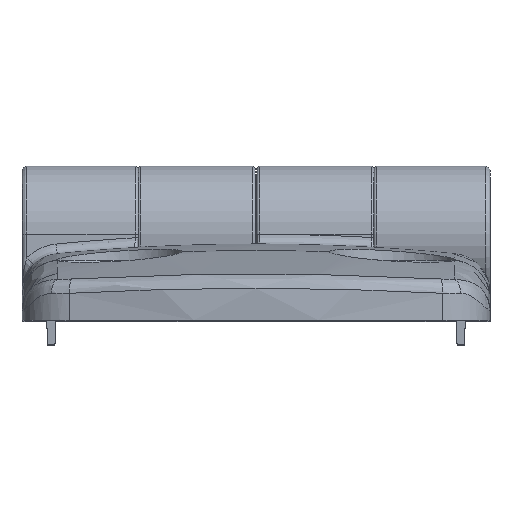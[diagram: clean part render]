
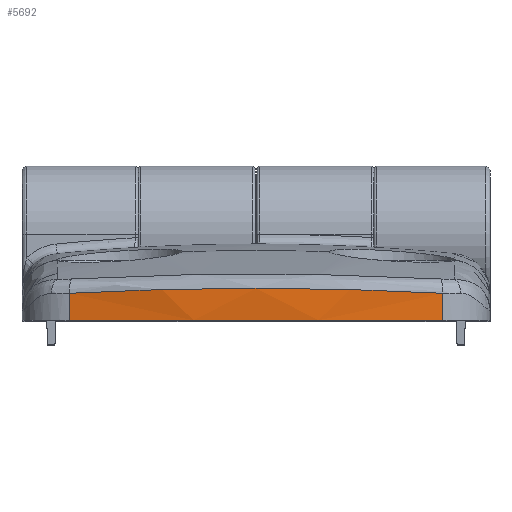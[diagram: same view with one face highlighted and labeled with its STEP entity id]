
A CAD part, top view. The second image highlights one B-rep face of the part: STEP entity #5692.
In plain terms, the highlighted cylindrical face has radius 100 mm (diameter 200 mm), a partial arc.
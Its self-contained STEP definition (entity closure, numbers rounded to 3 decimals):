
#5636=CARTESIAN_POINT('',(0.,7.9,-56.5));
#5637=DIRECTION('',(0.0,1.0,0.0));
#5638=DIRECTION('',(0.0,0.0,1.0));
#5639=AXIS2_PLACEMENT_3D('',#5636,#5637,#5638);
#5640=CYLINDRICAL_SURFACE('',#5639,100.0);
#5641=CARTESIAN_POINT('',(19.149,2.78,41.649));
#5642=VERTEX_POINT('',#5641);
#5643=CARTESIAN_POINT('',(0.,3.287,43.5));
#5644=VERTEX_POINT('',#5643);
#5645=CARTESIAN_POINT('',(19.149,2.78,41.649));
#5646=CARTESIAN_POINT('',(15.972,2.952,42.269));
#5647=CARTESIAN_POINT('',(12.788,3.078,42.731));
#5648=CARTESIAN_POINT('',(6.405,3.246,43.346));
#5649=CARTESIAN_POINT('',(3.206,3.287,43.5));
#5650=CARTESIAN_POINT('',(0.,3.287,43.5));
#5651=B_SPLINE_CURVE_WITH_KNOTS('',3,(#5645,#5646,#5647,#5648,#5649,#5650),.UNSPECIFIED.,.F.,.U.,(4,2,4),(0.004,0.014,0.024),.UNSPECIFIED.);
#5652=EDGE_CURVE('',#5642,#5644,#5651,.T.);
#5653=ORIENTED_EDGE('',*,*,#5652,.T.);
#5654=CARTESIAN_POINT('',(-19.149,2.78,41.649));
#5655=VERTEX_POINT('',#5654);
#5656=CARTESIAN_POINT('',(0.,3.287,43.5));
#5657=CARTESIAN_POINT('',(-3.188,3.287,43.5));
#5658=CARTESIAN_POINT('',(-6.383,3.246,43.348));
#5659=CARTESIAN_POINT('',(-11.186,3.12,42.885));
#5660=CARTESIAN_POINT('',(-12.791,3.067,42.692));
#5661=CARTESIAN_POINT('',(-15.981,2.94,42.228));
#5662=CARTESIAN_POINT('',(-17.569,2.866,41.958));
#5663=CARTESIAN_POINT('',(-19.149,2.78,41.649));
#5664=B_SPLINE_CURVE_WITH_KNOTS('',3,(#5656,#5657,#5658,#5659,#5660,#5661,#5662,#5663),.UNSPECIFIED.,.F.,.U.,(4,2,2,4),(0.024,0.033,0.038,0.043),.UNSPECIFIED.);
#5665=EDGE_CURVE('',#5644,#5655,#5664,.T.);
#5666=ORIENTED_EDGE('',*,*,#5665,.T.);
#5667=CARTESIAN_POINT('',(-19.149,0.,41.649));
#5668=VERTEX_POINT('',#5667);
#5669=CARTESIAN_POINT('',(-19.149,2.78,41.649));
#5670=DIRECTION('',(0.0,-1.0,0.0));
#5671=VECTOR('',#5670,2.78);
#5672=LINE('',#5669,#5671);
#5673=EDGE_CURVE('',#5655,#5668,#5672,.T.);
#5674=ORIENTED_EDGE('',*,*,#5673,.T.);
#5675=CARTESIAN_POINT('',(19.149,0.,41.649));
#5676=VERTEX_POINT('',#5675);
#5677=CARTESIAN_POINT('',(0.,0.,-56.5));
#5678=DIRECTION('',(0.0,1.0,0.0));
#5679=DIRECTION('',(0.0,0.0,1.0));
#5680=AXIS2_PLACEMENT_3D('',#5677,#5678,#5679);
#5681=CIRCLE('',#5680,100.0);
#5682=EDGE_CURVE('',#5668,#5676,#5681,.T.);
#5683=ORIENTED_EDGE('',*,*,#5682,.T.);
#5684=CARTESIAN_POINT('',(19.149,2.78,41.649));
#5685=DIRECTION('',(0.0,-1.0,0.0));
#5686=VECTOR('',#5685,2.78);
#5687=LINE('',#5684,#5686);
#5688=EDGE_CURVE('',#5642,#5676,#5687,.T.);
#5689=ORIENTED_EDGE('',*,*,#5688,.F.);
#5690=EDGE_LOOP('',(#5653,#5666,#5674,#5683,#5689));
#5691=FACE_OUTER_BOUND('',#5690,.T.);
#5692=ADVANCED_FACE('',(#5691),#5640,.T.);
